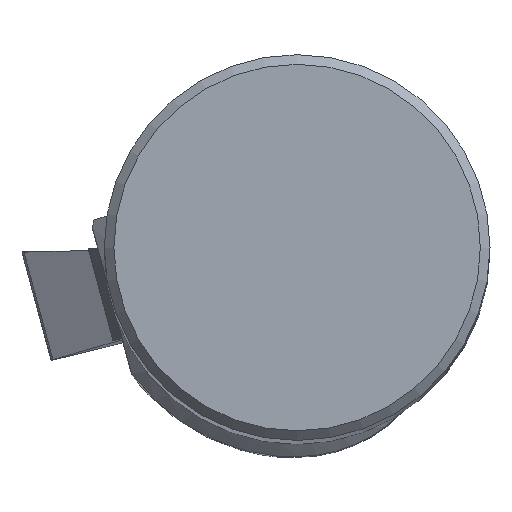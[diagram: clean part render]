
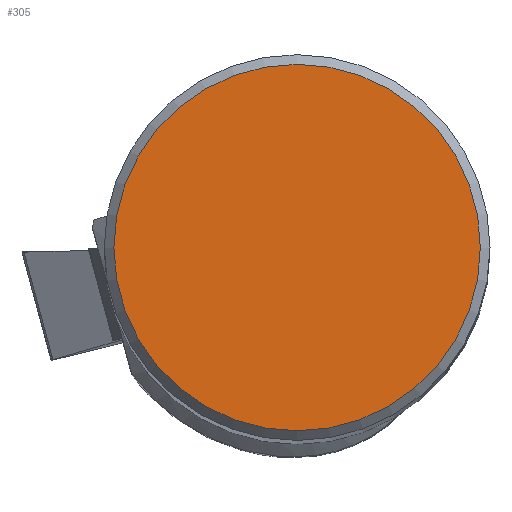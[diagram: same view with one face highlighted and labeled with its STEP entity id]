
A CAD part, top view. The second image highlights one B-rep face of the part: STEP entity #305.
In plain terms, the highlighted planar face has unit normal (0, 0, 1).
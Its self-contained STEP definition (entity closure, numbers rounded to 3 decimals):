
#223=CIRCLE('',#2046,9.491);
#305=ADVANCED_FACE('',(#445),#366,.T.);
#366=PLANE('',#2047);
#445=FACE_OUTER_BOUND('',#538,.T.);
#538=EDGE_LOOP('',(#1033));
#1033=ORIENTED_EDGE('',*,*,#1525,.T.);
#1279=VERTEX_POINT('',#3980);
#1525=EDGE_CURVE('',#1279,#1279,#223,.T.);
#2046=AXIS2_PLACEMENT_3D('',#3979,#2500,#2501);
#2047=AXIS2_PLACEMENT_3D('',#3981,#2502,#2503);
#2500=DIRECTION('',(0.,0.,1.));
#2501=DIRECTION('',(1.,0.,0.));
#2502=DIRECTION('',(0.,0.,1.));
#2503=DIRECTION('',(1.,0.,0.));
#3979=CARTESIAN_POINT('',(0.,0.,0.));
#3980=CARTESIAN_POINT('',(9.491,0.,0.));
#3981=CARTESIAN_POINT('',(0.,0.,0.));
